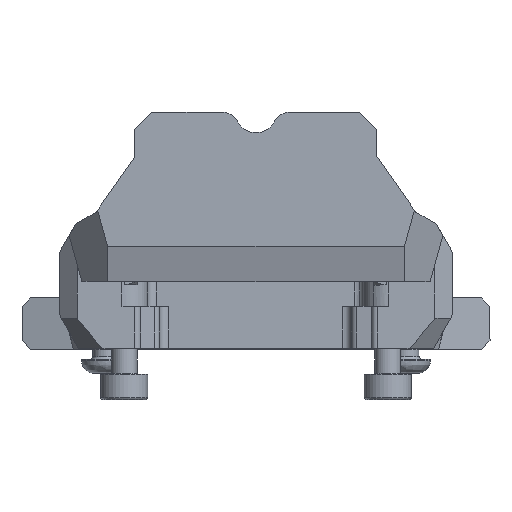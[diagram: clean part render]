
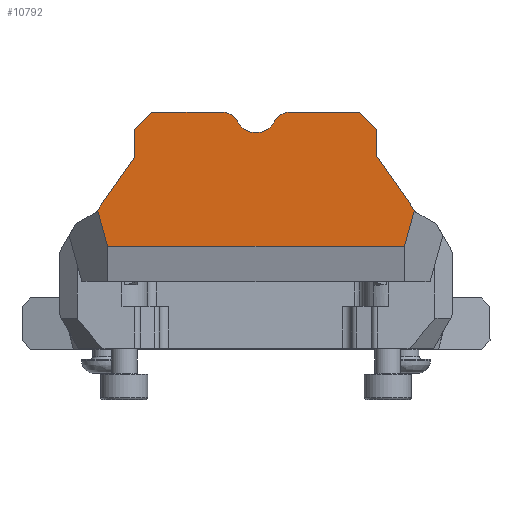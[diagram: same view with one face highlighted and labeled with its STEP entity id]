
A CAD part, top view. The second image highlights one B-rep face of the part: STEP entity #10792.
In plain terms, the highlighted planar face has unit normal (0, 0, 1).
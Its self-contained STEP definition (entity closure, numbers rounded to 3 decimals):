
#653=PLANE('',#11585);
#1092=FACE_OUTER_BOUND('',#1721,.T.);
#1721=EDGE_LOOP('',(#9110,#9111,#9112,#9113,#9114,#9115,#9116,#9117,#9118,
#9119,#9120,#9121,#9122,#9123));
#2074=CIRCLE('',#11586,2.);
#2075=CIRCLE('',#11587,2.4);
#2076=CIRCLE('',#11588,2.);
#3269=LINE('',#25766,#4232);
#3285=LINE('',#25799,#4248);
#3327=LINE('',#25925,#4290);
#3328=LINE('',#25927,#4291);
#3329=LINE('',#25929,#4292);
#3330=LINE('',#25937,#4293);
#3331=LINE('',#25939,#4294);
#3332=LINE('',#25941,#4295);
#3333=LINE('',#25943,#4296);
#3334=LINE('',#25945,#4297);
#3335=LINE('',#25946,#4298);
#4232=VECTOR('',#13615,10.);
#4248=VECTOR('',#13643,10.);
#4290=VECTOR('',#13727,10.);
#4291=VECTOR('',#13728,10.);
#4292=VECTOR('',#13729,10.);
#4293=VECTOR('',#13736,10.);
#4294=VECTOR('',#13737,10.);
#4295=VECTOR('',#13738,10.);
#4296=VECTOR('',#13739,10.);
#4297=VECTOR('',#13740,10.);
#4298=VECTOR('',#13741,10.);
#5092=VERTEX_POINT('',#25764);
#5093=VERTEX_POINT('',#25765);
#5104=VERTEX_POINT('',#25797);
#5135=VERTEX_POINT('',#25924);
#5136=VERTEX_POINT('',#25926);
#5137=VERTEX_POINT('',#25928);
#5138=VERTEX_POINT('',#25930);
#5139=VERTEX_POINT('',#25932);
#5140=VERTEX_POINT('',#25934);
#5141=VERTEX_POINT('',#25936);
#5142=VERTEX_POINT('',#25938);
#5143=VERTEX_POINT('',#25940);
#5144=VERTEX_POINT('',#25942);
#5145=VERTEX_POINT('',#25944);
#6475=EDGE_CURVE('',#5092,#5093,#3269,.T.);
#6493=EDGE_CURVE('',#5093,#5104,#3285,.F.);
#6541=EDGE_CURVE('',#5104,#5135,#3327,.F.);
#6542=EDGE_CURVE('',#5136,#5135,#3328,.T.);
#6543=EDGE_CURVE('',#5136,#5137,#3329,.F.);
#6544=EDGE_CURVE('',#5138,#5137,#2074,.T.);
#6545=EDGE_CURVE('',#5138,#5139,#2075,.T.);
#6546=EDGE_CURVE('',#5140,#5139,#2076,.T.);
#6547=EDGE_CURVE('',#5140,#5141,#3330,.F.);
#6548=EDGE_CURVE('',#5142,#5141,#3331,.T.);
#6549=EDGE_CURVE('',#5143,#5142,#3332,.T.);
#6550=EDGE_CURVE('',#5144,#5143,#3333,.F.);
#6551=EDGE_CURVE('',#5145,#5144,#3334,.T.);
#6552=EDGE_CURVE('',#5145,#5092,#3335,.T.);
#9110=ORIENTED_EDGE('',*,*,#6475,.T.);
#9111=ORIENTED_EDGE('',*,*,#6493,.T.);
#9112=ORIENTED_EDGE('',*,*,#6541,.T.);
#9113=ORIENTED_EDGE('',*,*,#6542,.F.);
#9114=ORIENTED_EDGE('',*,*,#6543,.T.);
#9115=ORIENTED_EDGE('',*,*,#6544,.F.);
#9116=ORIENTED_EDGE('',*,*,#6545,.T.);
#9117=ORIENTED_EDGE('',*,*,#6546,.F.);
#9118=ORIENTED_EDGE('',*,*,#6547,.T.);
#9119=ORIENTED_EDGE('',*,*,#6548,.F.);
#9120=ORIENTED_EDGE('',*,*,#6549,.F.);
#9121=ORIENTED_EDGE('',*,*,#6550,.F.);
#9122=ORIENTED_EDGE('',*,*,#6551,.F.);
#9123=ORIENTED_EDGE('',*,*,#6552,.T.);
#10792=ADVANCED_FACE('',(#1092),#653,.T.);
#11585=AXIS2_PLACEMENT_3D('',#25923,#13725,#13726);
#11586=AXIS2_PLACEMENT_3D('',#25931,#13730,#13731);
#11587=AXIS2_PLACEMENT_3D('',#25933,#13732,#13733);
#11588=AXIS2_PLACEMENT_3D('',#25935,#13734,#13735);
#13615=DIRECTION('',(0.266,0.964,0.));
#13643=DIRECTION('',(0.574,-0.819,0.));
#13725=DIRECTION('center_axis',(0.,0.,1.));
#13726=DIRECTION('ref_axis',(1.,0.,0.));
#13727=DIRECTION('',(0.,-1.,0.));
#13728=DIRECTION('',(0.707,-0.707,0.));
#13729=DIRECTION('',(1.,0.,0.));
#13730=DIRECTION('center_axis',(0.,0.,-1.));
#13731=DIRECTION('ref_axis',(-0.522,0.853,0.));
#13732=DIRECTION('center_axis',(0.,0.,-1.));
#13733=DIRECTION('ref_axis',(0.,1.,0.));
#13734=DIRECTION('center_axis',(0.,0.,-1.));
#13735=DIRECTION('ref_axis',(0.522,0.853,0.));
#13736=DIRECTION('',(1.,0.,0.));
#13737=DIRECTION('',(0.707,0.707,0.));
#13738=DIRECTION('',(0.,1.,0.));
#13739=DIRECTION('',(-0.574,-0.819,0.));
#13740=DIRECTION('',(-0.266,0.964,0.));
#13741=DIRECTION('',(1.,0.,0.));
#25764=CARTESIAN_POINT('',(17.338,22.044,75.472));
#25765=CARTESIAN_POINT('',(18.511,26.289,75.472));
#25766=CARTESIAN_POINT('',(15.811,16.519,75.472));
#25797=CARTESIAN_POINT('',(14.139,32.533,75.472));
#25799=CARTESIAN_POINT('',(27.62,13.281,75.472));
#25923=CARTESIAN_POINT('Origin',(-21.2,10.144,75.472));
#25924=CARTESIAN_POINT('',(14.139,35.72,75.472));
#25925=CARTESIAN_POINT('',(14.139,21.332,75.472));
#25926=CARTESIAN_POINT('',(12.139,37.72,75.472));
#25927=CARTESIAN_POINT('',(11.198,38.661,75.472));
#25928=CARTESIAN_POINT('',(3.919,37.72,75.472));
#25929=CARTESIAN_POINT('',(-10.6,37.72,75.472));
#25930=CARTESIAN_POINT('',(2.138,36.629,75.472));
#25931=CARTESIAN_POINT('Origin',(3.919,35.72,75.472));
#25932=CARTESIAN_POINT('',(-2.138,36.629,75.472));
#25933=CARTESIAN_POINT('Origin',(0.,37.72,
75.472));
#25934=CARTESIAN_POINT('',(-3.919,37.72,75.472));
#25935=CARTESIAN_POINT('Origin',(-3.919,35.72,75.472));
#25936=CARTESIAN_POINT('',(-12.21,37.72,75.472));
#25937=CARTESIAN_POINT('',(-10.6,37.72,75.472));
#25938=CARTESIAN_POINT('',(-14.21,35.72,75.472));
#25939=CARTESIAN_POINT('',(-21.852,28.079,75.472));
#25940=CARTESIAN_POINT('',(-14.21,32.431,75.472));
#25941=CARTESIAN_POINT('',(-14.21,21.332,75.472));
#25942=CARTESIAN_POINT('',(-18.511,26.289,75.472));
#25943=CARTESIAN_POINT('',(-27.62,13.281,75.472));
#25944=CARTESIAN_POINT('',(-17.338,22.044,75.472));
#25945=CARTESIAN_POINT('',(-15.811,16.519,75.472));
#25946=CARTESIAN_POINT('',(18.396,22.044,75.472));
